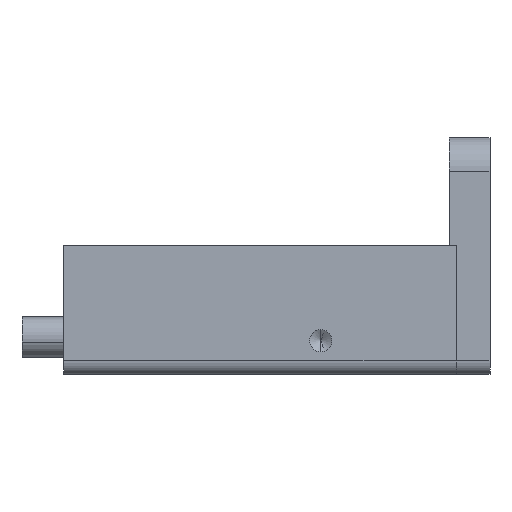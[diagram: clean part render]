
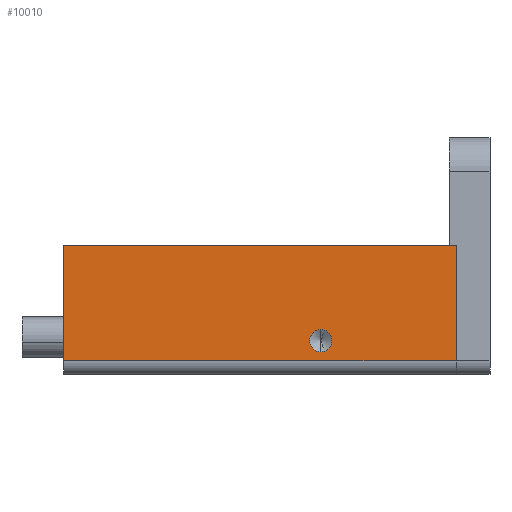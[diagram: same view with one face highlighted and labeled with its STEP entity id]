
A CAD part, left-side view. The second image highlights one B-rep face of the part: STEP entity #10010.
In plain terms, the highlighted planar face has unit normal (-1, 0, 0).
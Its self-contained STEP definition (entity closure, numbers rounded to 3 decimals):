
#74 = VERTEX_POINT ( 'NONE', #6030 ) ;
#113 = EDGE_CURVE ( 'NONE', #14071, #13436, #8025, .T. ) ;
#369 = AXIS2_PLACEMENT_3D ( 'NONE', #5007, #15496, #9072 ) ;
#396 = DIRECTION ( 'NONE',  ( 0., -1., 0. ) ) ;
#430 = EDGE_LOOP ( 'NONE', ( #2088, #10920, #15268, #4980 ) ) ;
#868 = DIRECTION ( 'NONE',  ( 1., 0., 0. ) ) ;
#1264 = AXIS2_PLACEMENT_3D ( 'NONE', #9642, #12722, #14049 ) ;
#1460 = VECTOR ( 'NONE', #2852, 1000. ) ;
#1968 = VECTOR ( 'NONE', #396, 1000. ) ;
#2088 = ORIENTED_EDGE ( 'NONE', *, *, #3575, .T. ) ;
#2852 = DIRECTION ( 'NONE',  ( 0., 0., -1. ) ) ;
#3575 = EDGE_CURVE ( 'NONE', #74, #14071, #4969, .T. ) ;
#3591 = VERTEX_POINT ( 'NONE', #11960 ) ;
#4008 = CARTESIAN_POINT ( 'NONE',  ( -26.816, 31.2, 10. ) ) ;
#4506 = CIRCLE ( 'NONE', #369, 1.65 ) ;
#4599 = DIRECTION ( 'NONE',  ( 0., -1., 0. ) ) ;
#4707 = DIRECTION ( 'NONE',  ( 0., 0., -1. ) ) ;
#4969 = LINE ( 'NONE', #4008, #1460 ) ;
#4980 = ORIENTED_EDGE ( 'NONE', *, *, #13563, .F. ) ;
#5007 = CARTESIAN_POINT ( 'NONE',  ( -26.816, -6.8, 5. ) ) ;
#5245 = EDGE_LOOP ( 'NONE', ( #5772, #8720 ) ) ;
#5464 = CARTESIAN_POINT ( 'NONE',  ( -26.816, -6.8, 6.65 ) ) ;
#5757 = AXIS2_PLACEMENT_3D ( 'NONE', #16591, #868, #12679 ) ;
#5772 = ORIENTED_EDGE ( 'NONE', *, *, #14104, .F. ) ;
#6030 = CARTESIAN_POINT ( 'NONE',  ( -26.816, 31.2, 19. ) ) ;
#6037 = VERTEX_POINT ( 'NONE', #5464 ) ;
#7414 = CARTESIAN_POINT ( 'NONE',  ( -26.816, 31.2, 2. ) ) ;
#8025 = LINE ( 'NONE', #7414, #14583 ) ;
#8569 = PLANE ( 'NONE',  #5757 ) ;
#8720 = ORIENTED_EDGE ( 'NONE', *, *, #10062, .F. ) ;
#9072 = DIRECTION ( 'NONE',  ( 0., 0., 1. ) ) ;
#9642 = CARTESIAN_POINT ( 'NONE',  ( -26.816, -6.8, 5. ) ) ;
#10010 = ADVANCED_FACE ( 'NONE', ( #14752, #11479 ), #8569, .F. ) ;
#10062 = EDGE_CURVE ( 'NONE', #11759, #6037, #4506, .T. ) ;
#10920 = ORIENTED_EDGE ( 'NONE', *, *, #113, .T. ) ;
#11010 = CIRCLE ( 'NONE', #1264, 1.65 ) ;
#11042 = CARTESIAN_POINT ( 'NONE',  ( -26.816, -6.8, 3.35 ) ) ;
#11479 = FACE_OUTER_BOUND ( 'NONE', #430, .T. ) ;
#11723 = EDGE_CURVE ( 'NONE', #3591, #13436, #11883, .T. ) ;
#11759 = VERTEX_POINT ( 'NONE', #11042 ) ;
#11883 = LINE ( 'NONE', #14966, #16389 ) ;
#11960 = CARTESIAN_POINT ( 'NONE',  ( -26.816, -26.8, 19. ) ) ;
#12246 = CARTESIAN_POINT ( 'NONE',  ( -26.816, 31.2, 19. ) ) ;
#12433 = LINE ( 'NONE', #12246, #1968 ) ;
#12679 = DIRECTION ( 'NONE',  ( 0., 1., 0. ) ) ;
#12722 = DIRECTION ( 'NONE',  ( -1., 0., 0. ) ) ;
#13177 = CARTESIAN_POINT ( 'NONE',  ( -26.816, -26.8, 2. ) ) ;
#13436 = VERTEX_POINT ( 'NONE', #13177 ) ;
#13563 = EDGE_CURVE ( 'NONE', #74, #3591, #12433, .T. ) ;
#14049 = DIRECTION ( 'NONE',  ( 0., 0., 1. ) ) ;
#14071 = VERTEX_POINT ( 'NONE', #16359 ) ;
#14104 = EDGE_CURVE ( 'NONE', #6037, #11759, #11010, .T. ) ;
#14583 = VECTOR ( 'NONE', #4599, 1000. ) ;
#14752 = FACE_BOUND ( 'NONE', #5245, .T. ) ;
#14966 = CARTESIAN_POINT ( 'NONE',  ( -26.816, -26.8, 10. ) ) ;
#15268 = ORIENTED_EDGE ( 'NONE', *, *, #11723, .F. ) ;
#15496 = DIRECTION ( 'NONE',  ( -1., 0., 0. ) ) ;
#16359 = CARTESIAN_POINT ( 'NONE',  ( -26.816, 31.2, 2. ) ) ;
#16389 = VECTOR ( 'NONE', #4707, 1000. ) ;
#16591 = CARTESIAN_POINT ( 'NONE',  ( -26.816, 31.2, 10. ) ) ;
